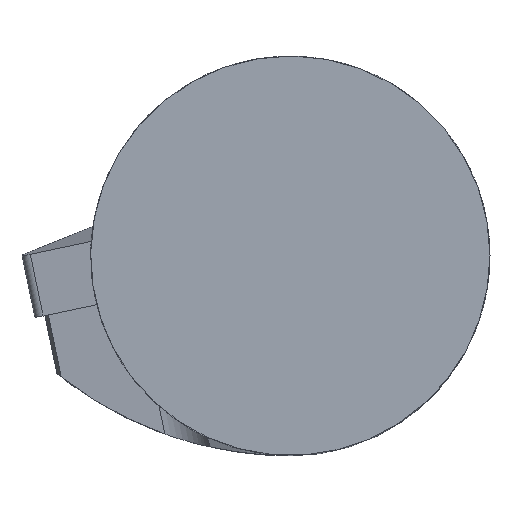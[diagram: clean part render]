
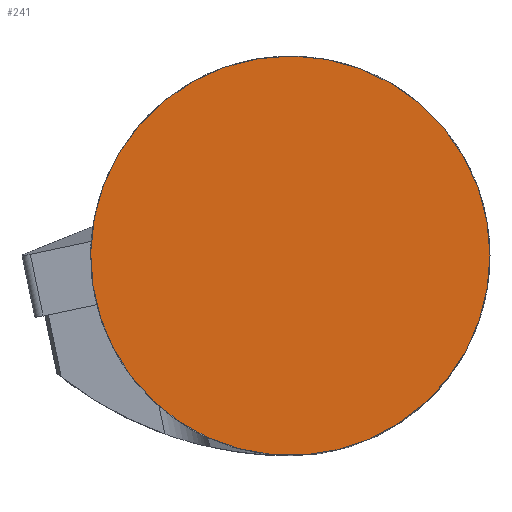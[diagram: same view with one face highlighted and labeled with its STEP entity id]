
A CAD part, top view. The second image highlights one B-rep face of the part: STEP entity #241.
In plain terms, the highlighted planar face has unit normal (0, 0, 1).
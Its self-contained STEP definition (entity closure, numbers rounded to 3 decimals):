
#241=ADVANCED_FACE('',(#371),#309,.T.);
#309=PLANE('',#1884);
#371=FACE_OUTER_BOUND('',#457,.T.);
#457=EDGE_LOOP('',(#1010));
#1010=ORIENTED_EDGE('',*,*,#1499,.F.);
#1331=VERTEX_POINT('',#2639);
#1499=EDGE_CURVE('',#1331,#1331,#1687,.T.);
#1687=CIRCLE('',#1828,20.);
#1828=AXIS2_PLACEMENT_3D('',#2638,#2055,#2056);
#1884=AXIS2_PLACEMENT_3D('',#2848,#2189,#2190);
#2055=DIRECTION('',(0.,0.,-1.));
#2056=DIRECTION('',(1.,0.,0.));
#2189=DIRECTION('',(0.,0.,1.));
#2190=DIRECTION('',(-1.,0.,0.));
#2638=CARTESIAN_POINT('',(0.,0.,0.));
#2639=CARTESIAN_POINT('',(20.,0.,0.));
#2848=CARTESIAN_POINT('',(0.,0.,0.));
